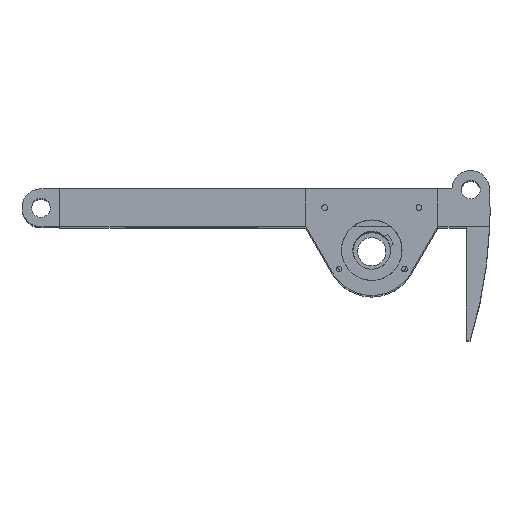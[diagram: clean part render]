
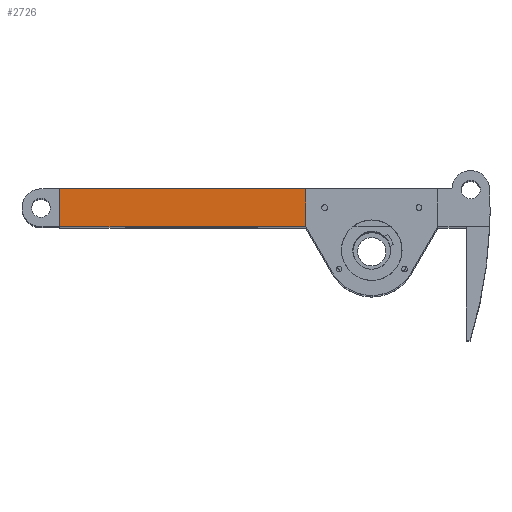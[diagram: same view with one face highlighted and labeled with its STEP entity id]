
A CAD part, top view. The second image highlights one B-rep face of the part: STEP entity #2726.
In plain terms, the highlighted planar face has unit normal (0, 0, 1).
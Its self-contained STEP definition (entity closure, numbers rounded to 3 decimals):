
#1537=CARTESIAN_POINT('',(-217.,0.,0.));
#1538=VERTEX_POINT('',#1537);
#1546=CARTESIAN_POINT('',(-217.,20.,0.));
#1547=VERTEX_POINT('',#1546);
#1554=CARTESIAN_POINT('',(-217.,0.,0.));
#1555=DIRECTION('',(0.,1.,0.));
#1556=VECTOR('',#1555,20.);
#1557=LINE('',#1554,#1556);
#1558=EDGE_CURVE('',#1538,#1547,#1557,.T.);
#1924=CARTESIAN_POINT('',(-86.93,0.,0.));
#1925=VERTEX_POINT('',#1924);
#1932=CARTESIAN_POINT('',(-86.93,0.,0.));
#1933=DIRECTION('',(-1.,0.,0.));
#1934=VECTOR('',#1933,130.07);
#1935=LINE('',#1932,#1934);
#1936=EDGE_CURVE('',#1925,#1538,#1935,.T.);
#2585=CARTESIAN_POINT('',(-86.93,20.,0.));
#2586=VERTEX_POINT('',#2585);
#2587=CARTESIAN_POINT('',(-86.93,20.,0.));
#2588=DIRECTION('',(0.,-1.,0.));
#2589=VECTOR('',#2588,20.);
#2590=LINE('',#2587,#2589);
#2591=EDGE_CURVE('',#2586,#1925,#2590,.T.);
#2710=CARTESIAN_POINT('',(-151.965,10.,0.));
#2711=DIRECTION('',(1.,0.,0.));
#2712=DIRECTION('',(0.,0.,1.));
#2713=AXIS2_PLACEMENT_3D('',#2710,#2712,#2711);
#2714=PLANE('',#2713);
#2715=ORIENTED_EDGE('',*,*,#1558,.F.);
#2716=ORIENTED_EDGE('',*,*,#1936,.F.);
#2717=ORIENTED_EDGE('',*,*,#2591,.F.);
#2718=CARTESIAN_POINT('',(-86.93,20.,0.));
#2719=DIRECTION('',(-1.,0.,0.));
#2720=VECTOR('',#2719,130.07);
#2721=LINE('',#2718,#2720);
#2722=EDGE_CURVE('',#2586,#1547,#2721,.T.);
#2723=ORIENTED_EDGE('E262',*,*,#2722,.T.);
#2724=EDGE_LOOP('',(#2715,#2716,#2717,#2723));
#2725=FACE_OUTER_BOUND('',#2724,.T.);
#2726=ADVANCED_FACE('F58',(#2725),#2714,.T.);
